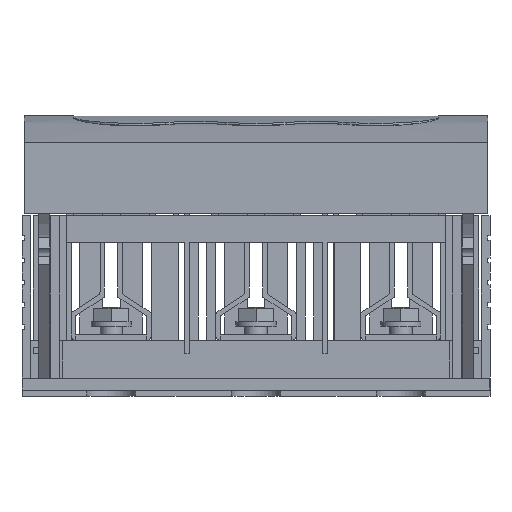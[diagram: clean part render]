
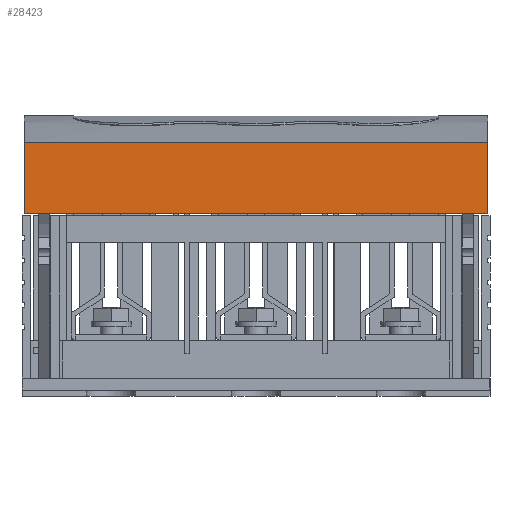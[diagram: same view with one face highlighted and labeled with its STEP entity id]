
A CAD part, front view. The second image highlights one B-rep face of the part: STEP entity #28423.
In plain terms, the highlighted planar face has unit normal (0, -1, 0).
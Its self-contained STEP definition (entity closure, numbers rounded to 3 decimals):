
#28010=CARTESIAN_POINT('',(188.0,-35.0,0.0));
#28011=VERTEX_POINT('',#28010);
#28018=CARTESIAN_POINT('',(-20.0,-35.0,0.0));
#28019=VERTEX_POINT('',#28018);
#28020=CARTESIAN_POINT('',(-20.0,-35.0,0.0));
#28021=DIRECTION('',(1.0,0.0,0.0));
#28022=VECTOR('',#28021,208.0);
#28023=LINE('',#28020,#28022);
#28024=EDGE_CURVE('',#28019,#28011,#28023,.T.);
#28161=CARTESIAN_POINT('',(188.,-35.0,32.0));
#28162=VERTEX_POINT('',#28161);
#28173=CARTESIAN_POINT('',(-20.,-35.0,32.0));
#28174=VERTEX_POINT('',#28173);
#28182=CARTESIAN_POINT('',(-20.,-35.0,32.0));
#28183=DIRECTION('',(1.0,0.0,0.0));
#28184=VECTOR('',#28183,208.);
#28185=LINE('',#28182,#28184);
#28186=EDGE_CURVE('',#28174,#28162,#28185,.T.);
#28395=CARTESIAN_POINT('',(188.0,-35.0,0.0));
#28396=DIRECTION('',(0.0,0.0,1.0));
#28397=VECTOR('',#28396,32.0);
#28398=LINE('',#28395,#28397);
#28399=EDGE_CURVE('',#28011,#28162,#28398,.T.);
#28407=CARTESIAN_POINT('',(188.0,-35.0,0.0));
#28408=DIRECTION('',(0.0,-1.0,0.0));
#28409=DIRECTION('',(0.0,0.0,-1.0));
#28410=AXIS2_PLACEMENT_3D('',#28407,#28408,#28409);
#28411=PLANE('',#28410);
#28412=ORIENTED_EDGE('',*,*,#28186,.F.);
#28413=CARTESIAN_POINT('',(-20.0,-35.0,0.0));
#28414=DIRECTION('',(0.0,0.0,1.0));
#28415=VECTOR('',#28414,32.0);
#28416=LINE('',#28413,#28415);
#28417=EDGE_CURVE('',#28019,#28174,#28416,.T.);
#28418=ORIENTED_EDGE('',*,*,#28417,.F.);
#28419=ORIENTED_EDGE('',*,*,#28024,.T.);
#28420=ORIENTED_EDGE('',*,*,#28399,.T.);
#28421=EDGE_LOOP('',(#28412,#28418,#28419,#28420));
#28422=FACE_OUTER_BOUND('',#28421,.T.);
#28423=ADVANCED_FACE('',(#28422),#28411,.T.);
